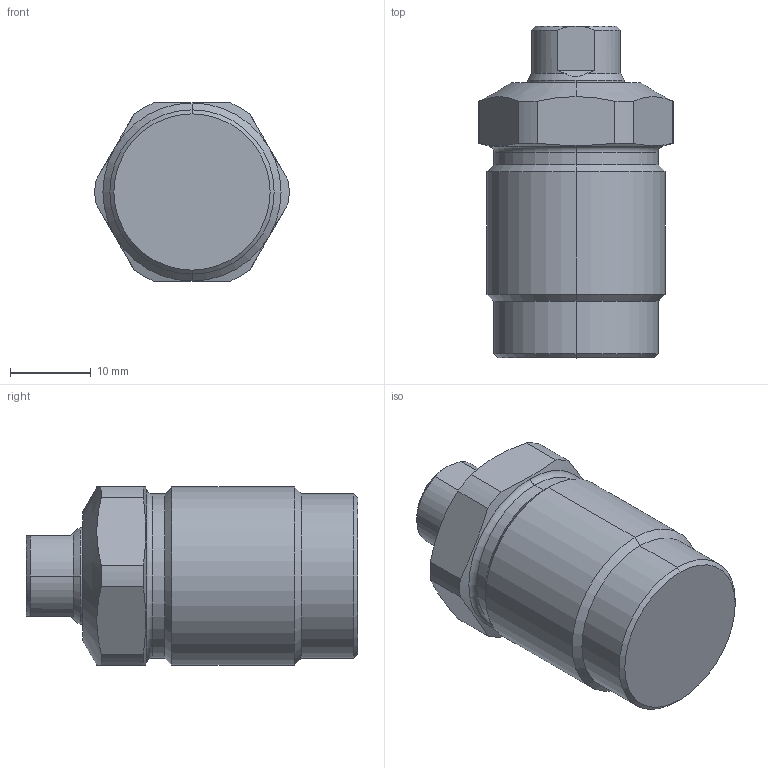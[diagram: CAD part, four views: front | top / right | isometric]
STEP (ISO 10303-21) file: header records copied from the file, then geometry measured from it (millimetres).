
FILE_DESCRIPTION (( 'STEP AP214' ), '1' );
FILE_NAME ('CMC03-10.STEP', '2005-12-23T07:50:39', ( '' ), ( '' ), 'SwSTEP 2.0', 'SolidWorks 2004334', '' );
FILE_SCHEMA (( 'AUTOMOTIVE_DESIGN' ));
Length unit declared in the file: millimetre
Products named in the file (3): CMC03-10; CMC03-10 ROD_蹬怮椔; CMC03-10BODY_蹬怮椔
Assembly tree (2 placements, depth 2):
  CMC03-10
    CMC03-10BODY_蹬怮椔
    CMC03-10 ROD_蹬怮椔
Bounding box: 23.98 x 41 x 22 mm (x, y, z)
Volume: 12790.7 mm3; surface area: 4397.4 mm2
Topology: 2 solids, 2 shells, 60 faces, 141 edges, 86 vertices
Faces by surface type: cylinder 23, cone 19, plane 16, torus 2
Entity records: 1878 total; most frequent: CARTESIAN_POINT 432, DIRECTION 306, ORIENTED_EDGE 278, EDGE_CURVE 139, AXIS2_PLACEMENT_3D 128, VERTEX_POINT 86, EDGE_LOOP 63, CIRCLE 63
